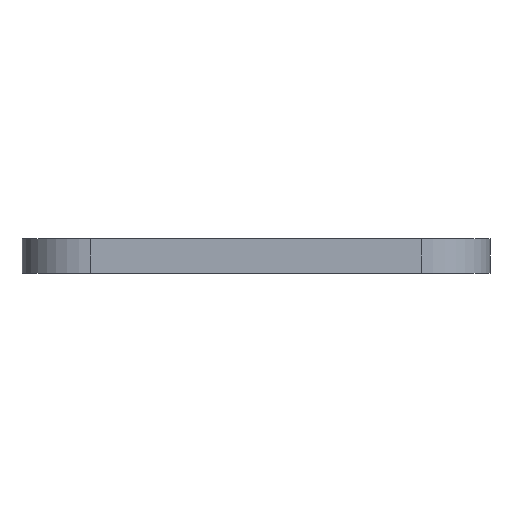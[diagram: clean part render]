
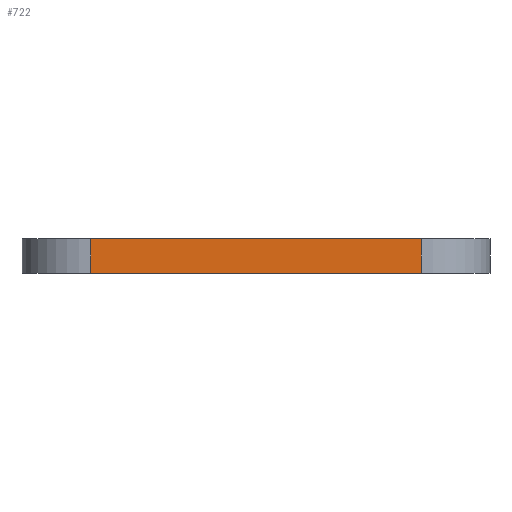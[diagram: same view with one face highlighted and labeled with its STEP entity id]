
A CAD part, left-side view. The second image highlights one B-rep face of the part: STEP entity #722.
In plain terms, the highlighted planar face has unit normal (-1, 0, 0).
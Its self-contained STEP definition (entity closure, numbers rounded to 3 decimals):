
#45 = EDGE_CURVE ( 'NONE', #523, #650, #272, .T. ) ;
#46 = CARTESIAN_POINT ( 'NONE',  ( 0., 58.142, 0. ) ) ;
#111 = VECTOR ( 'NONE', #678, 1000. ) ;
#116 = VECTOR ( 'NONE', #894, 1000. ) ;
#137 = CARTESIAN_POINT ( 'NONE',  ( 0., 58.142, 0. ) ) ;
#164 = CARTESIAN_POINT ( 'NONE',  ( 0., 54.142, 0. ) ) ;
#189 = EDGE_CURVE ( 'NONE', #650, #421, #243, .T. ) ;
#243 = LINE ( 'NONE', #322, #116 ) ;
#272 = LINE ( 'NONE', #164, #111 ) ;
#290 = LINE ( 'NONE', #46, #592 ) ;
#314 = EDGE_LOOP ( 'NONE', ( #811, #915, #345, #569 ) ) ;
#322 = CARTESIAN_POINT ( 'NONE',  ( 0., 10., 5. ) ) ;
#345 = ORIENTED_EDGE ( 'NONE', *, *, #45, .T. ) ;
#379 = FACE_OUTER_BOUND ( 'NONE', #314, .T. ) ;
#380 = LINE ( 'NONE', #517, #668 ) ;
#421 = VERTEX_POINT ( 'NONE', #735 ) ;
#432 = CARTESIAN_POINT ( 'NONE',  ( 0., 54.142, 5. ) ) ;
#439 = CARTESIAN_POINT ( 'NONE',  ( 0., 10., 0. ) ) ;
#447 = DIRECTION ( 'NONE',  ( 0., -1., 0. ) ) ;
#450 = CARTESIAN_POINT ( 'NONE',  ( 0., 58.142, 5. ) ) ;
#453 = VERTEX_POINT ( 'NONE', #450 ) ;
#470 = AXIS2_PLACEMENT_3D ( 'NONE', #432, #783, #711 ) ;
#517 = CARTESIAN_POINT ( 'NONE',  ( 0., 54.142, 5. ) ) ;
#523 = VERTEX_POINT ( 'NONE', #137 ) ;
#562 = EDGE_CURVE ( 'NONE', #453, #421, #380, .T. ) ;
#569 = ORIENTED_EDGE ( 'NONE', *, *, #189, .T. ) ;
#592 = VECTOR ( 'NONE', #633, 1000. ) ;
#633 = DIRECTION ( 'NONE',  ( 0., 0., -1. ) ) ;
#650 = VERTEX_POINT ( 'NONE', #439 ) ;
#668 = VECTOR ( 'NONE', #447, 1000. ) ;
#678 = DIRECTION ( 'NONE',  ( 0., -1., 0. ) ) ;
#711 = DIRECTION ( 'NONE',  ( 0., 1., 0. ) ) ;
#722 = ADVANCED_FACE ( 'NONE', ( #379 ), #779, .F. ) ;
#735 = CARTESIAN_POINT ( 'NONE',  ( 0., 10., 5. ) ) ;
#774 = EDGE_CURVE ( 'NONE', #453, #523, #290, .T. ) ;
#779 = PLANE ( 'NONE',  #470 ) ;
#783 = DIRECTION ( 'NONE',  ( 1., 0., 0. ) ) ;
#811 = ORIENTED_EDGE ( 'NONE', *, *, #562, .F. ) ;
#894 = DIRECTION ( 'NONE',  ( 0., 0., 1. ) ) ;
#915 = ORIENTED_EDGE ( 'NONE', *, *, #774, .T. ) ;
